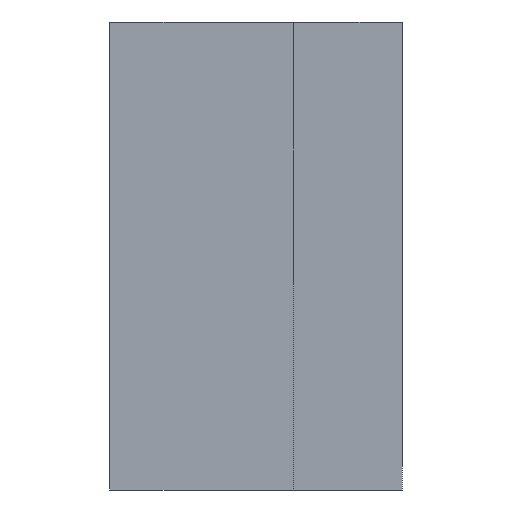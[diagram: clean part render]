
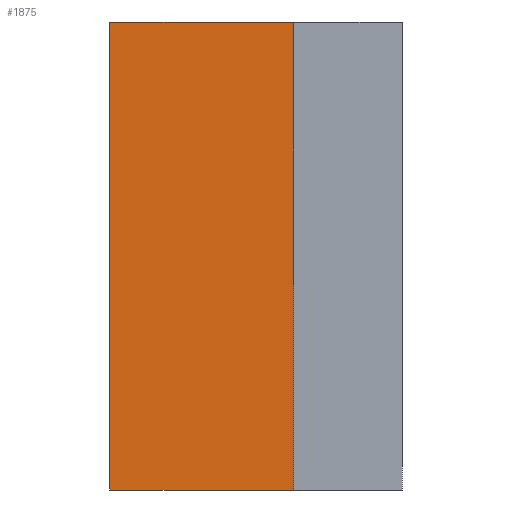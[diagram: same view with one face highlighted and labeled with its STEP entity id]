
A CAD part, left-side view. The second image highlights one B-rep face of the part: STEP entity #1875.
In plain terms, the highlighted planar face has unit normal (-0.999, 0.035, 0).
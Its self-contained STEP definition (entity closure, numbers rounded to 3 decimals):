
#82=LINE('',#2802,#244);
#129=LINE('',#3008,#291);
#130=LINE('',#3010,#292);
#131=LINE('',#3012,#293);
#244=VECTOR('',#2226,1000.);
#291=VECTOR('',#2343,1000.);
#292=VECTOR('',#2344,1000.);
#293=VECTOR('',#2345,1000.);
#495=ORIENTED_EDGE('',*,*,#996,.F.);
#496=ORIENTED_EDGE('',*,*,#920,.F.);
#497=ORIENTED_EDGE('',*,*,#997,.T.);
#498=ORIENTED_EDGE('',*,*,#998,.T.);
#920=EDGE_CURVE('',#1173,#1171,#82,.T.);
#996=EDGE_CURVE('',#1171,#1244,#129,.T.);
#997=EDGE_CURVE('',#1173,#1245,#130,.T.);
#998=EDGE_CURVE('',#1245,#1244,#131,.T.);
#1171=VERTEX_POINT('',#2797);
#1173=VERTEX_POINT('',#2801);
#1244=VERTEX_POINT('',#3009);
#1245=VERTEX_POINT('',#3011);
#1460=EDGE_LOOP('',(#495,#496,#497,#498));
#1646=FACE_BOUND('',#1460,.T.);
#1808=PLANE('',#2039);
#1875=ADVANCED_FACE('',(#1646),#1808,.T.);
#2039=AXIS2_PLACEMENT_3D('',#3007,#2341,#2342);
#2226=DIRECTION('',(0.,0.,1.));
#2341=DIRECTION('',(-0.999,0.035,0.));
#2342=DIRECTION('',(-0.035,-0.999,0.));
#2343=DIRECTION('',(-0.035,-0.999,0.));
#2344=DIRECTION('',(-0.035,-0.999,0.));
#2345=DIRECTION('',(0.,0.,1.));
#2797=CARTESIAN_POINT('',(15.268,35.,0.));
#2801=CARTESIAN_POINT('',(15.268,35.,-56.));
#2802=CARTESIAN_POINT('',(15.268,35.,-56.));
#3007=CARTESIAN_POINT('',(15.268,35.,-56.));
#3008=CARTESIAN_POINT('',(15.268,35.,0.));
#3009=CARTESIAN_POINT('',(14.5,13.,0.));
#3010=CARTESIAN_POINT('',(15.268,35.,-56.));
#3011=CARTESIAN_POINT('',(14.5,13.,-56.));
#3012=CARTESIAN_POINT('',(14.5,13.,-56.));
